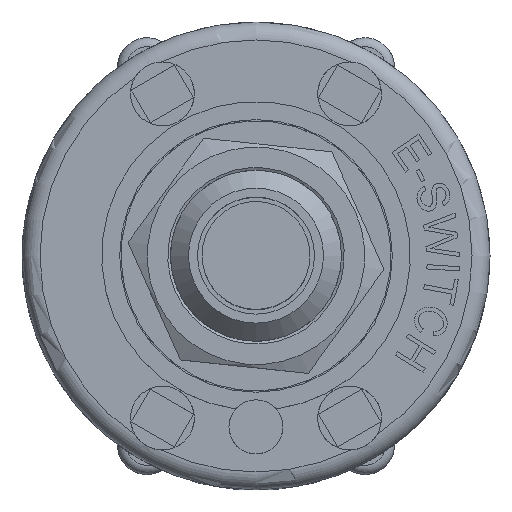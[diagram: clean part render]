
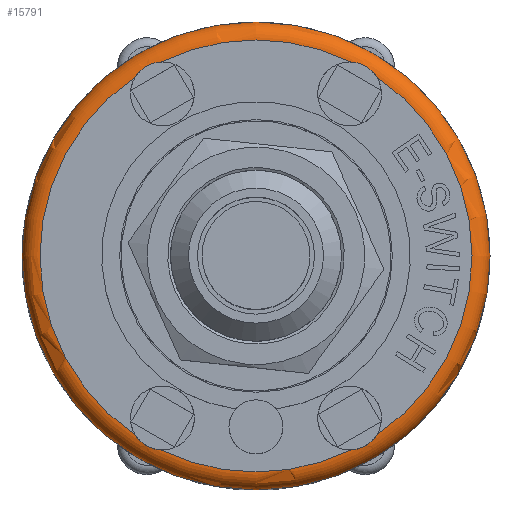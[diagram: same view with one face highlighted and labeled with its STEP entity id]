
A CAD part, top view. The second image highlights one B-rep face of the part: STEP entity #15791.
In plain terms, the highlighted toroidal (fillet/blend) face has major radius 12 mm and minor radius 1 mm.
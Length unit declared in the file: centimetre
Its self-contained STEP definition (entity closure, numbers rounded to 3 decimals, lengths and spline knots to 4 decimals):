
#43=TOROIDAL_SURFACE('',#16543,1.2,0.1);
#636=B_SPLINE_CURVE_WITH_KNOTS('',3,(#25916,#25917,#25918,#25919,#25920,
#25921,#25922,#25923,#25924,#25925,#25926,#25927),.UNSPECIFIED.,.F.,.F.,
(4,2,2,2,2,4),(-0.2692,-0.2446,-0.216,
-0.1921,-0.1645,-0.1357),.UNSPECIFIED.);
#637=B_SPLINE_CURVE_WITH_KNOTS('',3,(#25938,#25939,#25940,#25941,#25942,
#25943,#25944,#25945,#25946,#25947,#25948,#25949),.UNSPECIFIED.,.F.,.F.,
(4,2,2,2,2,4),(-0.2692,-0.2446,-0.216,
-0.1921,-0.1645,-0.1357),.UNSPECIFIED.);
#638=B_SPLINE_CURVE_WITH_KNOTS('',3,(#25960,#25961,#25962,#25963,#25964,
#25965,#25966,#25967,#25968,#25969,#25970,#25971),.UNSPECIFIED.,.F.,.F.,
(4,2,2,2,2,4),(-0.2692,-0.2446,-0.216,
-0.1921,-0.1645,-0.1357),.UNSPECIFIED.);
#639=B_SPLINE_CURVE_WITH_KNOTS('',3,(#25982,#25983,#25984,#25985,#25986,
#25987,#25988,#25989,#25990,#25991,#25992,#25993),.UNSPECIFIED.,.F.,.F.,
(4,2,2,2,2,4),(-0.2692,-0.2446,-0.216,
-0.1921,-0.1645,-0.1357),.UNSPECIFIED.);
#803=CIRCLE('',#16483,1.3);
#818=CIRCLE('',#16544,0.1);
#819=CIRCLE('',#16545,1.2);
#820=CIRCLE('',#16546,1.2);
#821=CIRCLE('',#16547,1.2);
#822=CIRCLE('',#16548,1.2);
#823=CIRCLE('',#16549,1.2);
#1516=FACE_OUTER_BOUND('',#2430,.T.);
#2430=EDGE_LOOP('',(#12787,#12788,#12789,#12790,#12791,#12792,#12793,#12794,
#12795,#12796,#12797,#12798));
#7190=VERTEX_POINT('',#25729);
#7244=VERTEX_POINT('',#25914);
#7245=VERTEX_POINT('',#25915);
#7248=VERTEX_POINT('',#25936);
#7249=VERTEX_POINT('',#25937);
#7252=VERTEX_POINT('',#25958);
#7253=VERTEX_POINT('',#25959);
#7256=VERTEX_POINT('',#25980);
#7257=VERTEX_POINT('',#25981);
#7260=VERTEX_POINT('',#26002);
#9134=EDGE_CURVE('',#7190,#7190,#803,.T.);
#9227=EDGE_CURVE('',#7244,#7245,#636,.T.);
#9232=EDGE_CURVE('',#7248,#7249,#637,.T.);
#9237=EDGE_CURVE('',#7252,#7253,#638,.T.);
#9242=EDGE_CURVE('',#7256,#7257,#639,.T.);
#9247=EDGE_CURVE('',#7190,#7260,#818,.T.);
#9248=EDGE_CURVE('',#7260,#7252,#819,.T.);
#9249=EDGE_CURVE('',#7253,#7248,#820,.T.);
#9250=EDGE_CURVE('',#7249,#7244,#821,.T.);
#9251=EDGE_CURVE('',#7245,#7256,#822,.T.);
#9252=EDGE_CURVE('',#7257,#7260,#823,.T.);
#12787=ORIENTED_EDGE('',*,*,#9134,.T.);
#12788=ORIENTED_EDGE('',*,*,#9247,.T.);
#12789=ORIENTED_EDGE('',*,*,#9248,.T.);
#12790=ORIENTED_EDGE('',*,*,#9237,.T.);
#12791=ORIENTED_EDGE('',*,*,#9249,.T.);
#12792=ORIENTED_EDGE('',*,*,#9232,.T.);
#12793=ORIENTED_EDGE('',*,*,#9250,.T.);
#12794=ORIENTED_EDGE('',*,*,#9227,.T.);
#12795=ORIENTED_EDGE('',*,*,#9251,.T.);
#12796=ORIENTED_EDGE('',*,*,#9242,.T.);
#12797=ORIENTED_EDGE('',*,*,#9252,.T.);
#12798=ORIENTED_EDGE('',*,*,#9247,.F.);
#15791=ADVANCED_FACE('',(#1516),#43,.T.);
#16483=AXIS2_PLACEMENT_3D('',#25730,#18755,#18756);
#16543=AXIS2_PLACEMENT_3D('',#26001,#18969,#18970);
#16544=AXIS2_PLACEMENT_3D('',#26003,#18971,#18972);
#16545=AXIS2_PLACEMENT_3D('',#26004,#18973,#18974);
#16546=AXIS2_PLACEMENT_3D('',#26005,#18975,#18976);
#16547=AXIS2_PLACEMENT_3D('',#26006,#18977,#18978);
#16548=AXIS2_PLACEMENT_3D('',#26007,#18979,#18980);
#16549=AXIS2_PLACEMENT_3D('',#26008,#18981,#18982);
#18755=DIRECTION('center_axis',(0.,0.,1.));
#18756=DIRECTION('ref_axis',(-1.,0.,0.));
#18969=DIRECTION('center_axis',(0.,0.,-1.));
#18970=DIRECTION('ref_axis',(-1.,0.,0.));
#18971=DIRECTION('center_axis',(0.,-1.,0.));
#18972=DIRECTION('ref_axis',(1.,0.,0.));
#18973=DIRECTION('center_axis',(0.,0.,-1.));
#18974=DIRECTION('ref_axis',(-1.,0.,0.));
#18975=DIRECTION('center_axis',(0.,0.,-1.));
#18976=DIRECTION('ref_axis',(-1.,0.,0.));
#18977=DIRECTION('center_axis',(0.,0.,-1.));
#18978=DIRECTION('ref_axis',(-1.,0.,0.));
#18979=DIRECTION('center_axis',(0.,0.,-1.));
#18980=DIRECTION('ref_axis',(-1.,0.,0.));
#18981=DIRECTION('center_axis',(0.,0.,-1.));
#18982=DIRECTION('ref_axis',(-1.,0.,0.));
#25729=CARTESIAN_POINT('',(1.3,0.,0.92));
#25730=CARTESIAN_POINT('Origin',(0.,0.,0.92));
#25914=CARTESIAN_POINT('',(-0.67,0.9955,1.02));
#25915=CARTESIAN_POINT('',(-0.5271,1.078,1.02));
#25916=CARTESIAN_POINT('Ctrl Pts',(-0.67,0.9955,
1.02));
#25917=CARTESIAN_POINT('Ctrl Pts',(-0.6646,1.0041,
1.02));
#25918=CARTESIAN_POINT('Ctrl Pts',(-0.6583,1.0124,
1.0198));
#25919=CARTESIAN_POINT('Ctrl Pts',(-0.6428,1.0294,
1.0191));
#25920=CARTESIAN_POINT('Ctrl Pts',(-0.6335,1.0377,
1.0188));
#25921=CARTESIAN_POINT('Ctrl Pts',(-0.615,1.051,1.0184));
#25922=CARTESIAN_POINT('Ctrl Pts',(-0.6061,1.0563,
1.0184));
#25923=CARTESIAN_POINT('Ctrl Pts',(-0.5859,1.0659,1.0187));
#25924=CARTESIAN_POINT('Ctrl Pts',(-0.5747,1.07,1.019));
#25925=CARTESIAN_POINT('Ctrl Pts',(-0.551,1.0759,1.0197));
#25926=CARTESIAN_POINT('Ctrl Pts',(-0.539,1.0775,
1.02));
#25927=CARTESIAN_POINT('Ctrl Pts',(-0.5271,1.078,
1.02));
#25936=CARTESIAN_POINT('',(-0.5271,-1.078,1.02));
#25937=CARTESIAN_POINT('',(-0.67,-0.9955,1.02));
#25938=CARTESIAN_POINT('Ctrl Pts',(-0.5271,-1.078,
1.02));
#25939=CARTESIAN_POINT('Ctrl Pts',(-0.5373,-1.0776,
1.02));
#25940=CARTESIAN_POINT('Ctrl Pts',(-0.5476,-1.0763,
1.0198));
#25941=CARTESIAN_POINT('Ctrl Pts',(-0.5701,-1.0714,1.0191));
#25942=CARTESIAN_POINT('Ctrl Pts',(-0.5819,-1.0675,
1.0188));
#25943=CARTESIAN_POINT('Ctrl Pts',(-0.6027,-1.0581,
1.0184));
#25944=CARTESIAN_POINT('Ctrl Pts',(-0.6117,-1.053,
1.0184));
#25945=CARTESIAN_POINT('Ctrl Pts',(-0.6301,-1.0404,
1.0187));
#25946=CARTESIAN_POINT('Ctrl Pts',(-0.6393,-1.0327,
1.019));
#25947=CARTESIAN_POINT('Ctrl Pts',(-0.6562,-1.0151,
1.0197));
#25948=CARTESIAN_POINT('Ctrl Pts',(-0.6637,-1.0055,
1.02));
#25949=CARTESIAN_POINT('Ctrl Pts',(-0.67,-0.9955,
1.02));
#25958=CARTESIAN_POINT('',(0.67,-0.9955,1.02));
#25959=CARTESIAN_POINT('',(0.5271,-1.078,1.02));
#25960=CARTESIAN_POINT('Ctrl Pts',(0.67,-0.9955,
1.02));
#25961=CARTESIAN_POINT('Ctrl Pts',(0.6646,-1.0041,
1.02));
#25962=CARTESIAN_POINT('Ctrl Pts',(0.6583,-1.0124,
1.0198));
#25963=CARTESIAN_POINT('Ctrl Pts',(0.6428,-1.0294,
1.0191));
#25964=CARTESIAN_POINT('Ctrl Pts',(0.6335,-1.0377,
1.0188));
#25965=CARTESIAN_POINT('Ctrl Pts',(0.615,-1.051,
1.0184));
#25966=CARTESIAN_POINT('Ctrl Pts',(0.6061,-1.0563,
1.0184));
#25967=CARTESIAN_POINT('Ctrl Pts',(0.5859,-1.0659,1.0187));
#25968=CARTESIAN_POINT('Ctrl Pts',(0.5747,-1.07,1.019));
#25969=CARTESIAN_POINT('Ctrl Pts',(0.551,-1.0759,
1.0197));
#25970=CARTESIAN_POINT('Ctrl Pts',(0.539,-1.0775,
1.02));
#25971=CARTESIAN_POINT('Ctrl Pts',(0.5271,-1.078,
1.02));
#25980=CARTESIAN_POINT('',(0.5271,1.078,1.02));
#25981=CARTESIAN_POINT('',(0.67,0.9955,1.02));
#25982=CARTESIAN_POINT('Ctrl Pts',(0.5271,1.078,1.02));
#25983=CARTESIAN_POINT('Ctrl Pts',(0.5373,1.0776,1.02));
#25984=CARTESIAN_POINT('Ctrl Pts',(0.5476,1.0763,1.0198));
#25985=CARTESIAN_POINT('Ctrl Pts',(0.5701,1.0714,1.0191));
#25986=CARTESIAN_POINT('Ctrl Pts',(0.5819,1.0675,1.0188));
#25987=CARTESIAN_POINT('Ctrl Pts',(0.6027,1.0581,1.0184));
#25988=CARTESIAN_POINT('Ctrl Pts',(0.6117,1.053,1.0184));
#25989=CARTESIAN_POINT('Ctrl Pts',(0.6301,1.0404,1.0187));
#25990=CARTESIAN_POINT('Ctrl Pts',(0.6393,1.0327,1.019));
#25991=CARTESIAN_POINT('Ctrl Pts',(0.6562,1.0151,1.0197));
#25992=CARTESIAN_POINT('Ctrl Pts',(0.6637,1.0055,1.02));
#25993=CARTESIAN_POINT('Ctrl Pts',(0.67,0.9955,
1.02));
#26001=CARTESIAN_POINT('Origin',(0.,0.,0.92));
#26002=CARTESIAN_POINT('',(1.2,0.,1.02));
#26003=CARTESIAN_POINT('Origin',(1.2,0.,0.92));
#26004=CARTESIAN_POINT('Origin',(0.,0.,1.02));
#26005=CARTESIAN_POINT('Origin',(0.,0.,1.02));
#26006=CARTESIAN_POINT('Origin',(0.,0.,1.02));
#26007=CARTESIAN_POINT('Origin',(0.,0.,1.02));
#26008=CARTESIAN_POINT('Origin',(0.,0.,1.02));
